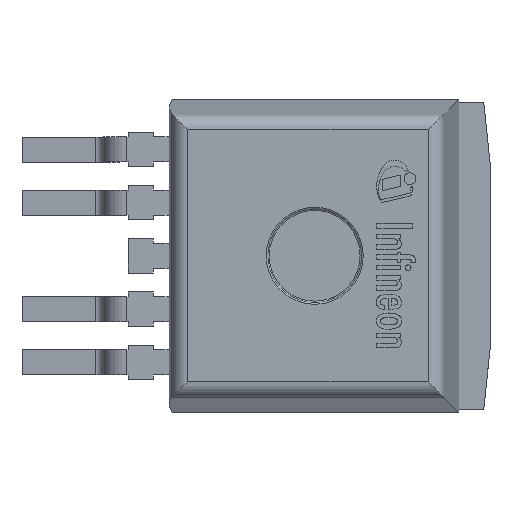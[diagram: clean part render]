
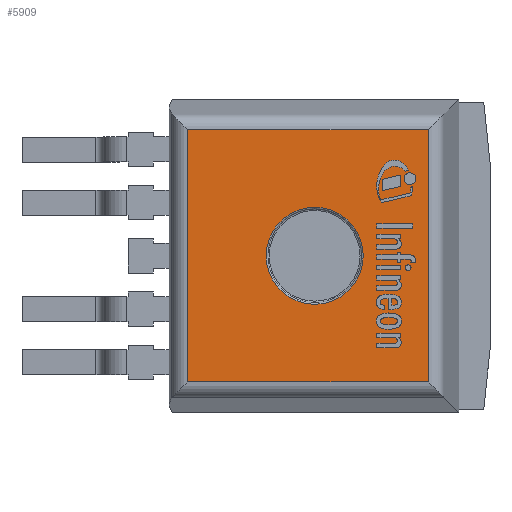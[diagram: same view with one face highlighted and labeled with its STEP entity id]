
A CAD part, top view. The second image highlights one B-rep face of the part: STEP entity #5909.
In plain terms, the highlighted planar face has unit normal (0, 0, 1).
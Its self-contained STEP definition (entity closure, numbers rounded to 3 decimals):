
#57=FACE_BOUND('',#619,.T.);
#72=PLANE('',#6277);
#278=FACE_OUTER_BOUND('',#618,.T.);
#618=EDGE_LOOP('',(#4009,#4010,#4011,#4012));
#619=EDGE_LOOP('',(#4013));
#964=LINE('',#8766,#1585);
#966=LINE('',#8774,#1587);
#968=LINE('',#8780,#1589);
#971=LINE('',#8790,#1592);
#1585=VECTOR('',#6902,1.);
#1587=VECTOR('',#6910,1.);
#1589=VECTOR('',#6916,1.);
#1592=VECTOR('',#6927,1.);
#2198=CIRCLE('',#6278,1.55);
#2478=VERTEX_POINT('',#8764);
#2479=VERTEX_POINT('',#8765);
#2482=VERTEX_POINT('',#8773);
#2484=VERTEX_POINT('',#8779);
#2491=VERTEX_POINT('',#8803);
#3078=EDGE_CURVE('',#2478,#2479,#964,.T.);
#3082=EDGE_CURVE('',#2479,#2482,#966,.T.);
#3085=EDGE_CURVE('',#2482,#2484,#968,.T.);
#3091=EDGE_CURVE('',#2484,#2478,#971,.T.);
#3098=EDGE_CURVE('',#2491,#2491,#2198,.T.);
#4009=ORIENTED_EDGE('',*,*,#3078,.F.);
#4010=ORIENTED_EDGE('',*,*,#3091,.F.);
#4011=ORIENTED_EDGE('',*,*,#3085,.F.);
#4012=ORIENTED_EDGE('',*,*,#3082,.F.);
#4013=ORIENTED_EDGE('',*,*,#3098,.F.);
#5909=ADVANCED_FACE('',(#278,#57),#72,.T.);
#6277=AXIS2_PLACEMENT_3D('',#8802,#6938,#6939);
#6278=AXIS2_PLACEMENT_3D('',#8804,#6940,#6941);
#6902=DIRECTION('',(0.,-1.,0.));
#6910=DIRECTION('',(-1.,0.,0.));
#6916=DIRECTION('',(0.,1.,0.));
#6927=DIRECTION('',(1.,0.,0.));
#6938=DIRECTION('center_axis',(0.,0.,1.));
#6939=DIRECTION('ref_axis',(0.,-1.,0.));
#6940=DIRECTION('center_axis',(0.,0.,1.));
#6941=DIRECTION('ref_axis',(0.,1.,0.));
#8764=CARTESIAN_POINT('',(5.504,4.029,4.5));
#8765=CARTESIAN_POINT('',(5.504,-4.029,4.5));
#8766=CARTESIAN_POINT('',(5.504,-6.048,4.5));
#8773=CARTESIAN_POINT('',(-2.186,-4.029,4.5));
#8774=CARTESIAN_POINT('',(-9.801,-4.029,4.5));
#8779=CARTESIAN_POINT('',(-2.186,4.029,4.5));
#8780=CARTESIAN_POINT('',(-2.186,-5.347,4.5));
#8790=CARTESIAN_POINT('',(13.291,4.029,4.5));
#8802=CARTESIAN_POINT('Origin',(1.85,0.,4.5));
#8803=CARTESIAN_POINT('',(1.875,-1.55,4.5));
#8804=CARTESIAN_POINT('Origin',(1.875,0.,4.5));
